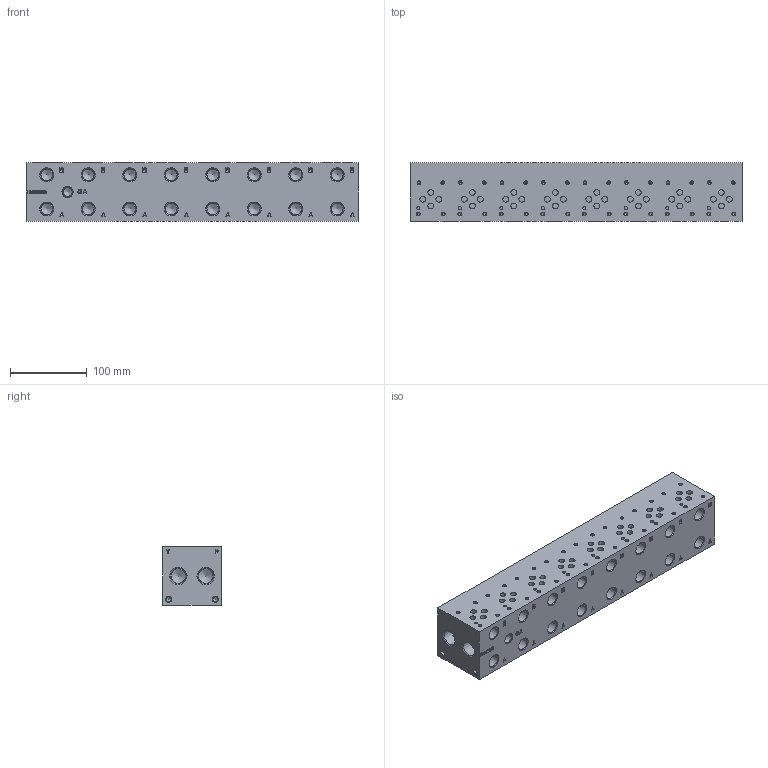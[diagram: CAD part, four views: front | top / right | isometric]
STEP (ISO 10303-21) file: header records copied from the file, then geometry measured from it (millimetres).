
FILE_DESCRIPTION( ( 'STEP AP214' ), ' ' );
FILE_NAME( 'AD03P082P.stp', '2018-04-23T18:01:33', ( '' ), ( '' ), ' ', 'PARTsolutions', ' ' );
FILE_SCHEMA( ( 'AUTOMOTIVE_DESIGN { 1 0 10303 214 1 1 1 1 }' ) );
Length unit declared in the file: inch
Products named in the file (1): _AD03P082P
Bounding box: 431.8 x 76.2 x 76.2 mm (x, y, z)
Volume: 2392394.2 mm3; surface area: 178158.1 mm2
Topology: 1 solids, 1 shells, 675 faces, 1620 edges, 1044 vertices
Faces by surface type: plane 385, cylinder 155, cone 135
Full cylindrical faces by diameter (mm): 3.68 x32, 4.013 x8, 6.411 x4, 7.493 x32
Entity records: 23461 total; most frequent: DIRECTION 3107, CARTESIAN_POINT 3060, ORIENTED_EDGE 2692, EDGE_CURVE 1346, AXIS2_PLACEMENT_3D 1085, VERTEX_POINT 1038, EDGE_LOOP 983, LINE 937
